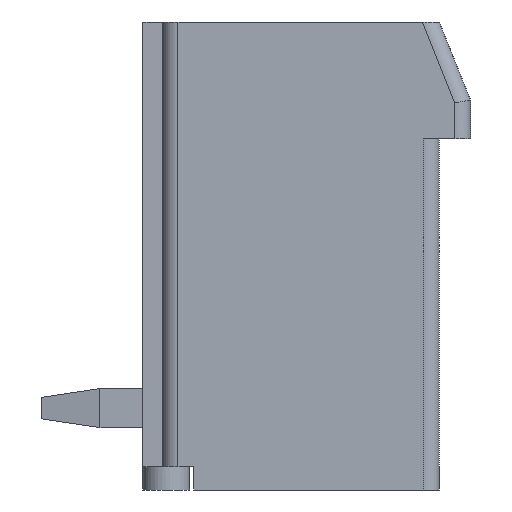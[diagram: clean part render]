
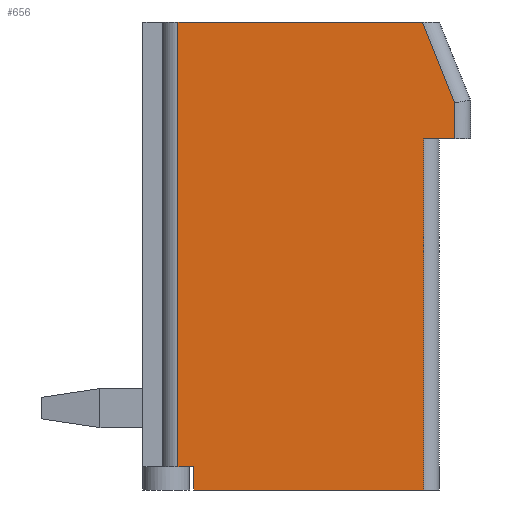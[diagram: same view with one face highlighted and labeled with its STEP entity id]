
A CAD part, left-side view. The second image highlights one B-rep face of the part: STEP entity #656.
In plain terms, the highlighted planar face has unit normal (-1, 0, 0).
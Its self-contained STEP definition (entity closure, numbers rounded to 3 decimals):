
#656 = ADVANCED_FACE( '', ( #1380 ), #1381, .T. );
#1380 = FACE_OUTER_BOUND( '', #2199, .T. );
#1381 = PLANE( '', #2200 );
#2199 = EDGE_LOOP( '', ( #3947, #3948, #3949, #3950, #3951, #3952, #3953, #3954, #3955 ) );
#2200 = AXIS2_PLACEMENT_3D( '', #3956, #3957, #3958 );
#3947 = ORIENTED_EDGE( '', *, *, #5197, .T. );
#3948 = ORIENTED_EDGE( '', *, *, #5687, .T. );
#3949 = ORIENTED_EDGE( '', *, *, #5688, .T. );
#3950 = ORIENTED_EDGE( '', *, *, #5288, .T. );
#3951 = ORIENTED_EDGE( '', *, *, #5689, .T. );
#3952 = ORIENTED_EDGE( '', *, *, #5690, .T. );
#3953 = ORIENTED_EDGE( '', *, *, #5641, .F. );
#3954 = ORIENTED_EDGE( '', *, *, #5691, .T. );
#3955 = ORIENTED_EDGE( '', *, *, #5182, .F. );
#3956 = CARTESIAN_POINT( '', ( 0., 8.4, 12. ) );
#3957 = DIRECTION( '', ( -1., 0., 0. ) );
#3958 = DIRECTION( '', ( 0., 0., 1. ) );
#5182 = EDGE_CURVE( '', #6289, #6291, #6292, .T. );
#5197 = EDGE_CURVE( '', #6289, #6316, #6318, .T. );
#5288 = EDGE_CURVE( '', #6462, #6460, #6463, .T. );
#5641 = EDGE_CURVE( '', #6989, #6991, #6992, .T. );
#5687 = EDGE_CURVE( '', #6316, #7047, #7048, .T. );
#5688 = EDGE_CURVE( '', #7047, #6462, #7049, .F. );
#5689 = EDGE_CURVE( '', #6460, #7050, #7051, .F. );
#5690 = EDGE_CURVE( '', #7050, #6991, #7052, .F. );
#5691 = EDGE_CURVE( '', #6989, #6291, #7053, .F. );
#6289 = VERTEX_POINT( '', #7833 );
#6291 = VERTEX_POINT( '', #7836 );
#6292 = LINE( '', #7837, #7838 );
#6316 = VERTEX_POINT( '', #7872 );
#6318 = LINE( '', #7875, #7876 );
#6460 = VERTEX_POINT( '', #8075 );
#6462 = VERTEX_POINT( '', #8077 );
#6463 = LINE( '', #8078, #8079 );
#6989 = VERTEX_POINT( '', #8851 );
#6991 = VERTEX_POINT( '', #8853 );
#6992 = LINE( '', #8854, #8855 );
#7047 = VERTEX_POINT( '', #8935 );
#7048 = LINE( '', #8936, #8937 );
#7049 = LINE( '', #8938, #8939 );
#7050 = VERTEX_POINT( '', #8940 );
#7051 = LINE( '', #8941, #8942 );
#7052 = LINE( '', #8943, #8944 );
#7053 = LINE( '', #8945, #8946 );
#7833 = CARTESIAN_POINT( '', ( 0., 7.1, 0.6 ) );
#7836 = CARTESIAN_POINT( '', ( 0., 7.5, 0.6 ) );
#7837 = CARTESIAN_POINT( '', ( 0., 7.1, 0.6 ) );
#7838 = VECTOR( '', #9528, 1000. );
#7872 = CARTESIAN_POINT( '', ( 0., 7.1, 0. ) );
#7875 = CARTESIAN_POINT( '', ( 0., 7.1, 0.6 ) );
#7876 = VECTOR( '', #9543, 1000. );
#8075 = CARTESIAN_POINT( '', ( 0., 0.4, 9. ) );
#8077 = CARTESIAN_POINT( '', ( 0., 1.2, 9. ) );
#8078 = CARTESIAN_POINT( '', ( 0., 0.8, 9. ) );
#8079 = VECTOR( '', #9637, 1000. );
#8851 = CARTESIAN_POINT( '', ( 0., 7.5, 12. ) );
#8853 = CARTESIAN_POINT( '', ( 0., 1.231, 12. ) );
#8854 = CARTESIAN_POINT( '', ( 0., 8.4, 12. ) );
#8855 = VECTOR( '', #9989, 1000. );
#8935 = CARTESIAN_POINT( '', ( 0., 1.2, 0. ) );
#8936 = CARTESIAN_POINT( '', ( 0., 8.4, 0. ) );
#8937 = VECTOR( '', #10027, 1000. );
#8938 = CARTESIAN_POINT( '', ( 0., 1.2, 12. ) );
#8939 = VECTOR( '', #10028, 1000. );
#8940 = CARTESIAN_POINT( '', ( 0., 0.4, 9.923 ) );
#8941 = CARTESIAN_POINT( '', ( 0., 0.4, 12. ) );
#8942 = VECTOR( '', #10029, 1000. );
#8943 = CARTESIAN_POINT( '', ( 0., 2.22, 14.472 ) );
#8944 = VECTOR( '', #10030, 1000. );
#8945 = CARTESIAN_POINT( '', ( 0., 7.5, 12. ) );
#8946 = VECTOR( '', #10031, 1000. );
#9528 = DIRECTION( '', ( 0., 1., 0. ) );
#9543 = DIRECTION( '', ( 0., 0., -1. ) );
#9637 = DIRECTION( '', ( 0., -1., 0. ) );
#9989 = DIRECTION( '', ( 0., -1., 0. ) );
#10027 = DIRECTION( '', ( 0., -1., 0. ) );
#10028 = DIRECTION( '', ( 0., 0., -1. ) );
#10029 = DIRECTION( '', ( 0., 0., -1. ) );
#10030 = DIRECTION( '', ( 0., -0.371, -0.928 ) );
#10031 = DIRECTION( '', ( 0., 0., 1. ) );
